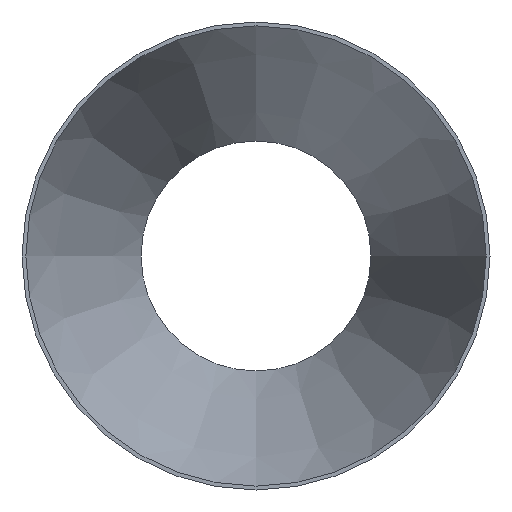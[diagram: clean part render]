
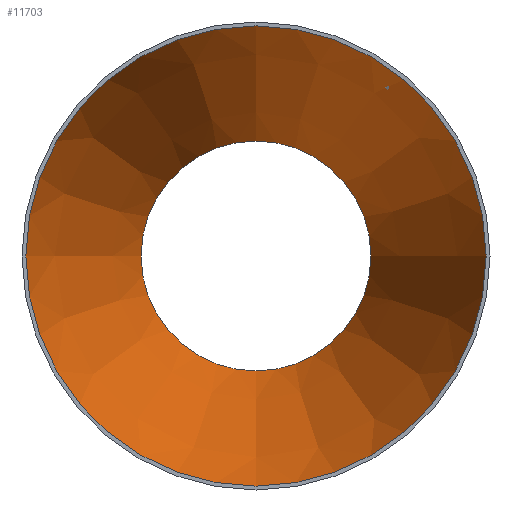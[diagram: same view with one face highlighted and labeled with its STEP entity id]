
A CAD part, front view. The second image highlights one B-rep face of the part: STEP entity #11703.
In plain terms, the highlighted conical face has half-angle 19.347 degrees and reference radius 124.88 mm.
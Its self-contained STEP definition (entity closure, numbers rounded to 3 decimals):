
#608 = DIRECTION ( 'NONE',  ( 0., -1., 0. ) ) ;
#797 = AXIS2_PLACEMENT_3D ( 'NONE', #32023, #12040, #6510 ) ;
#3054 = CARTESIAN_POINT ( 'NONE',  ( 0., 0., 0. ) ) ;
#3610 = ORIENTED_EDGE ( 'NONE', *, *, #16334, .T. ) ;
#4011 = CARTESIAN_POINT ( 'NONE',  ( 0., 0., -124.88 ) ) ;
#6444 = DIRECTION ( 'NONE',  ( 0., 0., -1. ) ) ;
#6510 = DIRECTION ( 'NONE',  ( 0., 0., -1. ) ) ;
#7794 = ORIENTED_EDGE ( 'NONE', *, *, #8893, .F. ) ;
#8412 = DIRECTION ( 'NONE',  ( 0., -1., 0. ) ) ;
#8893 = EDGE_CURVE ( 'NONE', #16778, #16778, #18751, .T. ) ;
#9050 = CONICAL_SURFACE ( 'NONE', #28429, 124.88, 0.338 ) ;
#11695 = VERTEX_POINT ( 'NONE', #4011 ) ;
#11703 = ADVANCED_FACE ( 'NONE', ( #27632, #25489 ), #9050, .F. ) ;
#12040 = DIRECTION ( 'NONE',  ( 0., -1., 0. ) ) ;
#16334 = EDGE_CURVE ( 'NONE', #11695, #11695, #26409, .T. ) ;
#16778 = VERTEX_POINT ( 'NONE', #18908 ) ;
#17994 = EDGE_LOOP ( 'NONE', ( #7794 ) ) ;
#18237 = CARTESIAN_POINT ( 'NONE',  ( 0., 178., 0. ) ) ;
#18751 = CIRCLE ( 'NONE', #28186, 62.38 ) ;
#18908 = CARTESIAN_POINT ( 'NONE',  ( 0., 178., -62.38 ) ) ;
#23194 = DIRECTION ( 'NONE',  ( 0., 0., -1. ) ) ;
#25489 = FACE_OUTER_BOUND ( 'NONE', #30222, .T. ) ;
#26409 = CIRCLE ( 'NONE', #797, 124.88 ) ;
#27632 = FACE_BOUND ( 'NONE', #17994, .T. ) ;
#28186 = AXIS2_PLACEMENT_3D ( 'NONE', #18237, #8412, #6444 ) ;
#28429 = AXIS2_PLACEMENT_3D ( 'NONE', #3054, #608, #23194 ) ;
#30222 = EDGE_LOOP ( 'NONE', ( #3610 ) ) ;
#32023 = CARTESIAN_POINT ( 'NONE',  ( 0., 0., 0. ) ) ;
